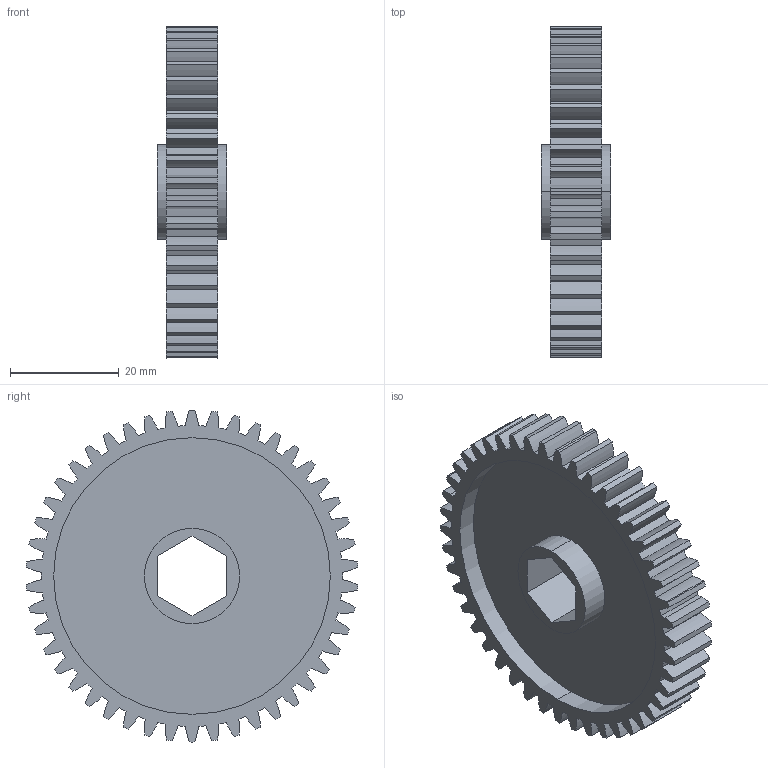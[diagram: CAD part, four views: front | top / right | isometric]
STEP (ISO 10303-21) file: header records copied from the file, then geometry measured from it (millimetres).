
FILE_DESCRIPTION (( 'STEP AP214' ), '1' );
FILE_NAME ('am-3819 46T 20DP 500hex 375 FW.STEP', '2017-11-09T01:35:24', ( '' ), ( '' ), 'SwSTEP 2.0', 'SolidWorks 2017', '' );
FILE_SCHEMA (( 'AUTOMOTIVE_DESIGN' ));
Length unit declared in the file: inch
Products named in the file (2): am-3819 46T 20DP 500hex 375 FW
Bounding box: 12.7 x 60.88 x 60.96 mm (x, y, z)
Volume: 11635.2 mm3; surface area: 10862 mm2
Topology: 1 solids, 1 shells, 209 faces, 609 edges, 406 vertices
Faces by surface type: cylinder 197, plane 12
Entity records: 7216 total; most frequent: DIRECTION 1425, CARTESIAN_POINT 1226, ORIENTED_EDGE 1218, EDGE_CURVE 609, AXIS2_PLACEMENT_3D 605, VERTEX_POINT 406, CIRCLE 394, EDGE_LOOP 215
